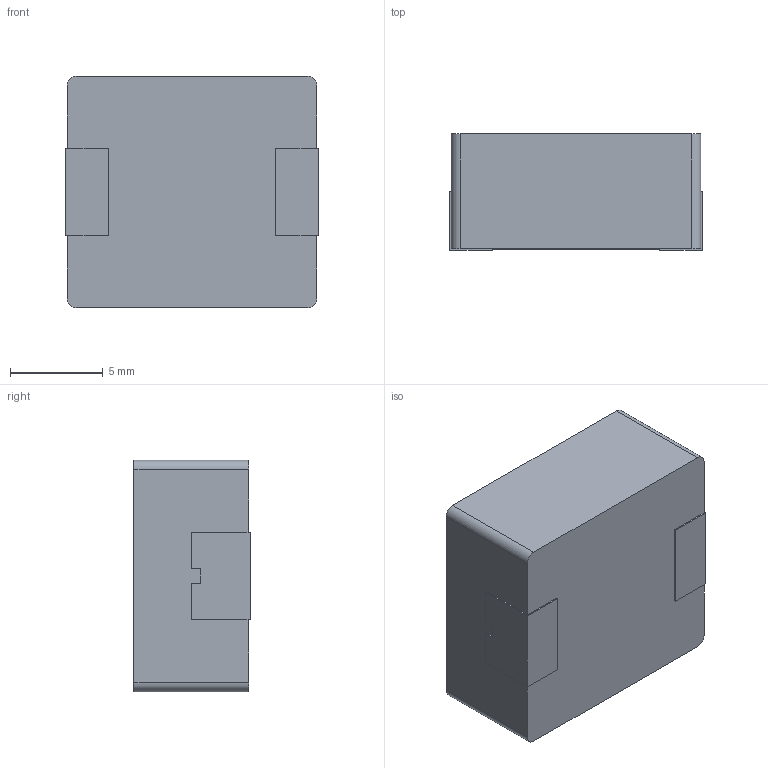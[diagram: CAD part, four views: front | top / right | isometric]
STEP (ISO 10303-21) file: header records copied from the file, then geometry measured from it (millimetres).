
FILE_DESCRIPTION (( 'STEP AP214' ), '1' );
FILE_NAME ('AMPLA1306S.STEP', '2019-07-15T12:18:28', ( '' ), ( '' ), 'SwSTEP 2.0', 'SolidWorks 2018', '' );
FILE_SCHEMA (( 'AUTOMOTIVE_DESIGN' ));
Length unit declared in the file: millimetre
Products named in the file (1): AMPLA1306S
Bounding box: 13.64 x 6.27 x 12.5 mm (x, y, z)
Volume: 1048.4 mm3; surface area: 821.7 mm2
Topology: 3 solids, 3 shells, 177 faces, 468 edges, 312 vertices
Faces by surface type: plane 120, bspline 53, cylinder 4
Entity records: 9894 total; most frequent: CARTESIAN_POINT 4195, ORIENTED_EDGE 936, DIRECTION 620, EDGE_CURVE 468, VECTOR 354, LINE 354, VERTEX_POINT 312, EDGE_LOOP 192
